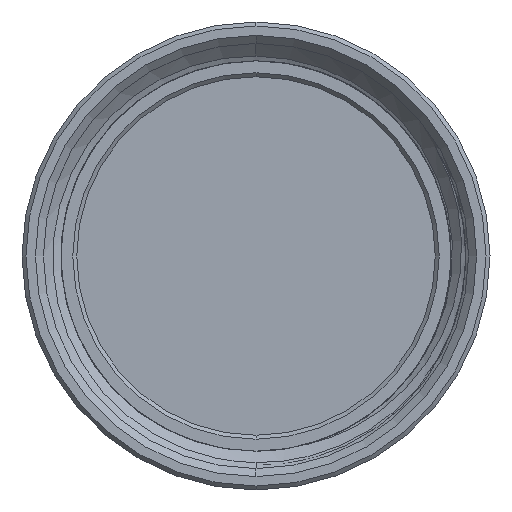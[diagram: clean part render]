
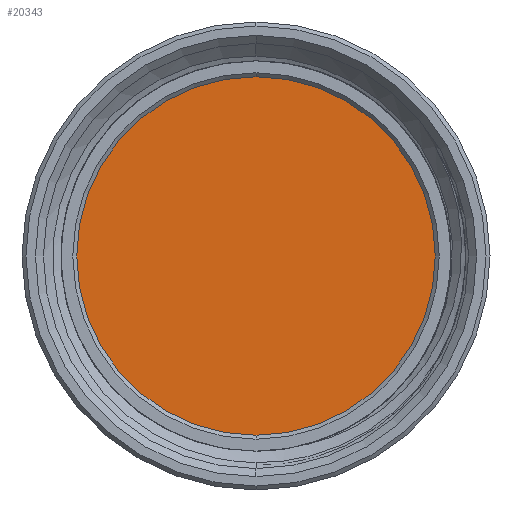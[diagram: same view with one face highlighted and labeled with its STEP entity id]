
A CAD part, left-side view. The second image highlights one B-rep face of the part: STEP entity #20343.
In plain terms, the highlighted planar face has unit normal (-1, 0, 0).
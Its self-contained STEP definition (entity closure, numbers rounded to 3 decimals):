
#8549=CARTESIAN_POINT('',(12.2,0.,0.));
#8550=DIRECTION('',(-1.,0.,0.));
#8551=DIRECTION('',(0.,0.,-1.));
#8552=AXIS2_PLACEMENT_3D('',#8549,#8550,#8551);
#8562=CARTESIAN_POINT('',(12.2,0.,0.));
#8563=DIRECTION('',(-1.,0.,0.));
#8564=DIRECTION('',(0.,0.,1.));
#8565=AXIS2_PLACEMENT_3D('',#8562,#8563,#8564);
#10439=CARTESIAN_POINT('',(12.2,0.,-9.));
#10440=CARTESIAN_POINT('',(12.2,0.,9.));
#10441=VERTEX_POINT('',#10439);
#10442=VERTEX_POINT('',#10440);
#20333=CARTESIAN_POINT('',(12.2,0.,0.));
#20334=DIRECTION('',(1.,0.,0.));
#20335=DIRECTION('',(0.,1.,0.));
#20336=AXIS2_PLACEMENT_3D('',#20333,#20334,#20335);
#20337=PLANE('',#20336);
#20338=ORIENTED_EDGE('',*,*,#20323,.F.);
#20340=ORIENTED_EDGE('',*,*,#20339,.F.);
#20341=EDGE_LOOP('',(#20338,#20340));
#20342=FACE_OUTER_BOUND('',#20341,.F.);
#20343=ADVANCED_FACE('',(#20342),#20337,.F.);
#8553=CIRCLE('',#8552,9.);
#8566=CIRCLE('',#8565,9.);
#20323=EDGE_CURVE('',#10441,#10442,#8553,.T.);
#20339=EDGE_CURVE('',#10442,#10441,#8566,.T.);
